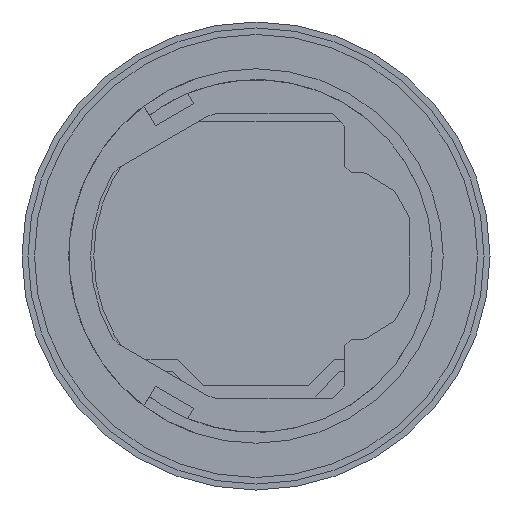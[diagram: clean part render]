
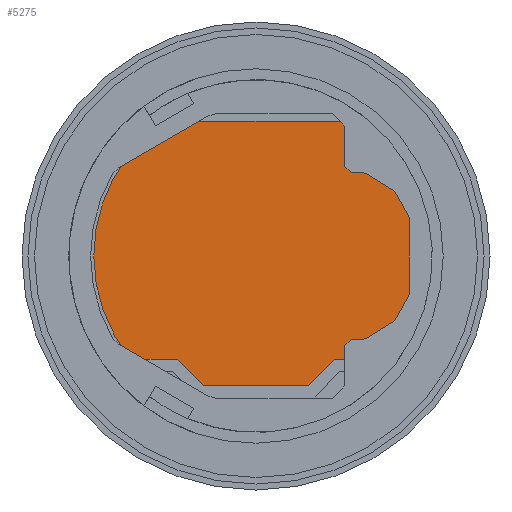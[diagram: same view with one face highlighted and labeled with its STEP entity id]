
A CAD part, front view. The second image highlights one B-rep face of the part: STEP entity #5275.
In plain terms, the highlighted planar face has unit normal (0, -1, 0).
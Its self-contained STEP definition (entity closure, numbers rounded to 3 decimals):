
#3973=CARTESIAN_POINT('',(0.,14.492,0.));
#3974=DIRECTION('',(0.,1.,0.));
#3975=DIRECTION('',(0.558,0.,0.83));
#3976=AXIS2_PLACEMENT_3D('',#3973,#3974,#3975);
#3978=CARTESIAN_POINT('',(0.,14.492,0.));
#3979=DIRECTION('',(0.,1.,0.));
#3980=DIRECTION('',(1.,0.,0.));
#3981=AXIS2_PLACEMENT_3D('',#3978,#3979,#3980);
#3983=DIRECTION('',(-1.,0.,0.));
#3984=VECTOR('',#3983,15.);
#3985=CARTESIAN_POINT('',(40.174,14.492,-33.016));
#3986=LINE('',#3985,#3984);
#3987=DIRECTION('',(-0.695,0.,-0.719));
#3988=VECTOR('',#3987,11.827);
#3989=CARTESIAN_POINT('',(25.174,14.492,-33.016));
#3990=LINE('',#3989,#3988);
#3991=DIRECTION('',(-1.,0.,0.));
#3992=VECTOR('',#3991,33.9);
#3993=CARTESIAN_POINT('',(16.95,14.492,-41.516));
#3994=LINE('',#3993,#3992);
#3995=DIRECTION('',(-0.695,0.,0.719));
#3996=VECTOR('',#3995,11.827);
#3997=CARTESIAN_POINT('',(-16.95,14.492,-41.516));
#3998=LINE('',#3997,#3996);
#3999=DIRECTION('',(-1.,0.,0.));
#4000=VECTOR('',#3999,15.);
#4001=CARTESIAN_POINT('',(-25.174,14.492,
-33.016));
#4002=LINE('',#4001,#4000);
#4003=CARTESIAN_POINT('',(0.,14.492,0.));
#4004=DIRECTION('',(0.,1.,0.));
#4005=DIRECTION('',(-0.773,0.,-0.635));
#4006=AXIS2_PLACEMENT_3D('',#4003,#4004,#4005);
#4008=CARTESIAN_POINT('',(0.,14.492,0.));
#4009=DIRECTION('',(0.,1.,0.));
#4010=DIRECTION('',(-1.,0.,0.));
#4011=AXIS2_PLACEMENT_3D('',#4008,#4009,#4010);
#4013=DIRECTION('',(1.,0.,0.));
#4014=VECTOR('',#4013,58.);
#4015=CARTESIAN_POINT('',(-29.,14.492,43.162));
#4016=LINE('',#4015,#4014);
#4414=CARTESIAN_POINT('',(40.174,14.492,-33.016));
#4415=VERTEX_POINT('',#4414);
#4416=CARTESIAN_POINT('',(52.,14.492,0.));
#4417=VERTEX_POINT('',#4416);
#4418=CARTESIAN_POINT('',(29.,14.492,43.162));
#4419=VERTEX_POINT('',#4418);
#4420=CARTESIAN_POINT('',(25.174,14.492,-33.016));
#4421=VERTEX_POINT('',#4420);
#4422=CARTESIAN_POINT('',(16.95,14.492,-41.516));
#4423=VERTEX_POINT('',#4422);
#4424=CARTESIAN_POINT('',(-16.95,14.492,-41.516));
#4425=VERTEX_POINT('',#4424);
#4426=CARTESIAN_POINT('',(-25.174,14.492,
-33.016));
#4427=VERTEX_POINT('',#4426);
#4428=CARTESIAN_POINT('',(-40.174,14.492,
-33.016));
#4429=VERTEX_POINT('',#4428);
#4430=CARTESIAN_POINT('',(-52.,14.492,0.));
#4431=CARTESIAN_POINT('',(-29.,14.492,43.162));
#4432=VERTEX_POINT('',#4430);
#4433=VERTEX_POINT('',#4431);
#5251=CARTESIAN_POINT('',(0.,14.492,0.));
#5252=DIRECTION('',(0.,1.,0.));
#5253=DIRECTION('',(-1.,0.,0.));
#5254=AXIS2_PLACEMENT_3D('',#5251,#5252,#5253);
#5255=PLANE('',#5254);
#5256=ORIENTED_EDGE('',*,*,#5230,.T.);
#5257=ORIENTED_EDGE('',*,*,#5228,.T.);
#5258=ORIENTED_EDGE('',*,*,#5242,.T.);
#5260=ORIENTED_EDGE('',*,*,#5259,.T.);
#5262=ORIENTED_EDGE('',*,*,#5261,.T.);
#5264=ORIENTED_EDGE('',*,*,#5263,.T.);
#5266=ORIENTED_EDGE('',*,*,#5265,.T.);
#5268=ORIENTED_EDGE('',*,*,#5267,.T.);
#5270=ORIENTED_EDGE('',*,*,#5269,.T.);
#5272=ORIENTED_EDGE('',*,*,#5271,.T.);
#5273=EDGE_LOOP('',(#5256,#5257,#5258,#5260,#5262,#5264,#5266,#5268,#5270,
#5272));
#5274=FACE_OUTER_BOUND('',#5273,.F.);
#3977=CIRCLE('',#3976,52.);
#3982=CIRCLE('',#3981,52.);
#4007=CIRCLE('',#4006,52.);
#4012=CIRCLE('',#4011,52.);
#5228=EDGE_CURVE('',#4417,#4415,#3982,.T.);
#5230=EDGE_CURVE('',#4419,#4417,#3977,.T.);
#5242=EDGE_CURVE('',#4415,#4421,#3986,.T.);
#5259=EDGE_CURVE('',#4421,#4423,#3990,.T.);
#5261=EDGE_CURVE('',#4423,#4425,#3994,.T.);
#5263=EDGE_CURVE('',#4425,#4427,#3998,.T.);
#5265=EDGE_CURVE('',#4427,#4429,#4002,.T.);
#5267=EDGE_CURVE('',#4429,#4432,#4007,.T.);
#5269=EDGE_CURVE('',#4432,#4433,#4012,.T.);
#5271=EDGE_CURVE('',#4433,#4419,#4016,.T.);
#5275=ADVANCED_FACE('',(#5274),#5255,.F.);
